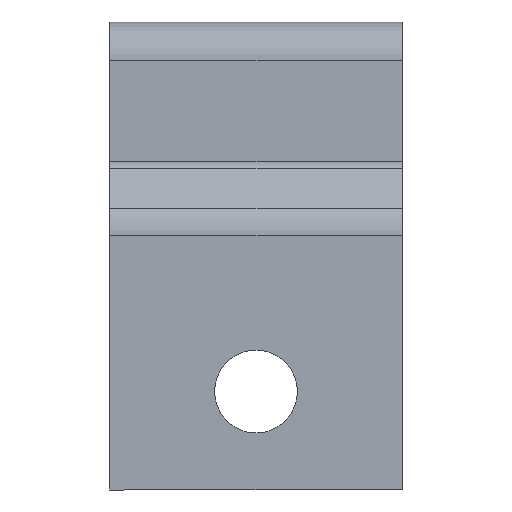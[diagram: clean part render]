
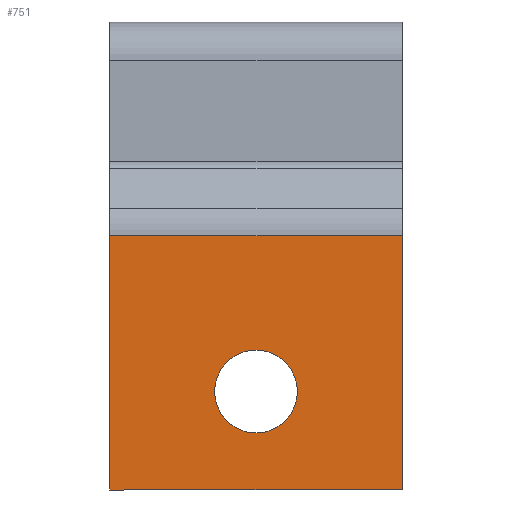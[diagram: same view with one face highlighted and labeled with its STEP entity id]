
A CAD part, left-side view. The second image highlights one B-rep face of the part: STEP entity #751.
In plain terms, the highlighted planar face has unit normal (-1, 0, 0).
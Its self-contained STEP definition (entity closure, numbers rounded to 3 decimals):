
#17 = VERTEX_POINT ( 'NONE', #1297 ) ;
#46 = VECTOR ( 'NONE', #434, 1000. ) ;
#75 = CIRCLE ( 'NONE', #928, 4.25 ) ;
#103 = LINE ( 'NONE', #1505, #46 ) ;
#177 = CARTESIAN_POINT ( 'NONE',  ( -22., 15., -10. ) ) ;
#224 = VECTOR ( 'NONE', #1489, 1000. ) ;
#265 = CARTESIAN_POINT ( 'NONE',  ( -22., -15., -10. ) ) ;
#317 = CARTESIAN_POINT ( 'NONE',  ( -22., 0., -26.4 ) ) ;
#331 = VECTOR ( 'NONE', #2189, 1000. ) ;
#407 = EDGE_LOOP ( 'NONE', ( #1997, #937 ) ) ;
#411 = LINE ( 'NONE', #177, #1809 ) ;
#434 = DIRECTION ( 'NONE',  ( 0., -1., 0. ) ) ;
#448 = AXIS2_PLACEMENT_3D ( 'NONE', #892, #1879, #1905 ) ;
#489 = DIRECTION ( 'NONE',  ( 0., 0., -1. ) ) ;
#696 = CIRCLE ( 'NONE', #1782, 4.25 ) ;
#701 = LINE ( 'NONE', #265, #224 ) ;
#713 = EDGE_CURVE ( 'NONE', #17, #2113, #696, .T. ) ;
#746 = DIRECTION ( 'NONE',  ( 0., 0., -1. ) ) ;
#751 = ADVANCED_FACE ( 'NONE', ( #1119, #1628 ), #1911, .T. ) ;
#803 = CARTESIAN_POINT ( 'NONE',  ( -22., 0., -30.65 ) ) ;
#825 = CARTESIAN_POINT ( 'NONE',  ( -22., 15., -10.414 ) ) ;
#828 = EDGE_CURVE ( 'NONE', #2184, #964, #411, .T. ) ;
#892 = CARTESIAN_POINT ( 'NONE',  ( -22., 15., -10. ) ) ;
#925 = CARTESIAN_POINT ( 'NONE',  ( -22., 15., -10.414 ) ) ;
#928 = AXIS2_PLACEMENT_3D ( 'NONE', #1481, #1676, #746 ) ;
#937 = ORIENTED_EDGE ( 'NONE', *, *, #713, .T. ) ;
#964 = VERTEX_POINT ( 'NONE', #1810 ) ;
#1059 = EDGE_CURVE ( 'NONE', #2184, #2026, #1232, .T. ) ;
#1119 = FACE_BOUND ( 'NONE', #407, .T. ) ;
#1126 = EDGE_LOOP ( 'NONE', ( #2278, #1230, #1411, #1294 ) ) ;
#1185 = EDGE_CURVE ( 'NONE', #2113, #17, #75, .T. ) ;
#1192 = VERTEX_POINT ( 'NONE', #1503 ) ;
#1230 = ORIENTED_EDGE ( 'NONE', *, *, #1059, .F. ) ;
#1232 = LINE ( 'NONE', #825, #331 ) ;
#1294 = ORIENTED_EDGE ( 'NONE', *, *, #1399, .T. ) ;
#1297 = CARTESIAN_POINT ( 'NONE',  ( -22., 0., -22.15 ) ) ;
#1399 = EDGE_CURVE ( 'NONE', #964, #1192, #103, .T. ) ;
#1411 = ORIENTED_EDGE ( 'NONE', *, *, #828, .T. ) ;
#1481 = CARTESIAN_POINT ( 'NONE',  ( -22., 0., -26.4 ) ) ;
#1489 = DIRECTION ( 'NONE',  ( 0., 0., -1. ) ) ;
#1503 = CARTESIAN_POINT ( 'NONE',  ( -22., -15., -36.5 ) ) ;
#1505 = CARTESIAN_POINT ( 'NONE',  ( -22., 15., -36.5 ) ) ;
#1589 = DIRECTION ( 'NONE',  ( 0., 0., -1. ) ) ;
#1628 = FACE_OUTER_BOUND ( 'NONE', #1126, .T. ) ;
#1676 = DIRECTION ( 'NONE',  ( 1., 0., 0. ) ) ;
#1729 = DIRECTION ( 'NONE',  ( 1., 0., 0. ) ) ;
#1782 = AXIS2_PLACEMENT_3D ( 'NONE', #317, #1729, #489 ) ;
#1809 = VECTOR ( 'NONE', #1589, 1000. ) ;
#1810 = CARTESIAN_POINT ( 'NONE',  ( -22., 15., -36.5 ) ) ;
#1879 = DIRECTION ( 'NONE',  ( -1., 0., 0. ) ) ;
#1905 = DIRECTION ( 'NONE',  ( 0., 0., 1. ) ) ;
#1911 = PLANE ( 'NONE',  #448 ) ;
#1986 = CARTESIAN_POINT ( 'NONE',  ( -22., -15., -10.414 ) ) ;
#1997 = ORIENTED_EDGE ( 'NONE', *, *, #1185, .T. ) ;
#2026 = VERTEX_POINT ( 'NONE', #1986 ) ;
#2096 = EDGE_CURVE ( 'NONE', #2026, #1192, #701, .T. ) ;
#2113 = VERTEX_POINT ( 'NONE', #803 ) ;
#2184 = VERTEX_POINT ( 'NONE', #925 ) ;
#2189 = DIRECTION ( 'NONE',  ( 0., -1., 0. ) ) ;
#2278 = ORIENTED_EDGE ( 'NONE', *, *, #2096, .F. ) ;
